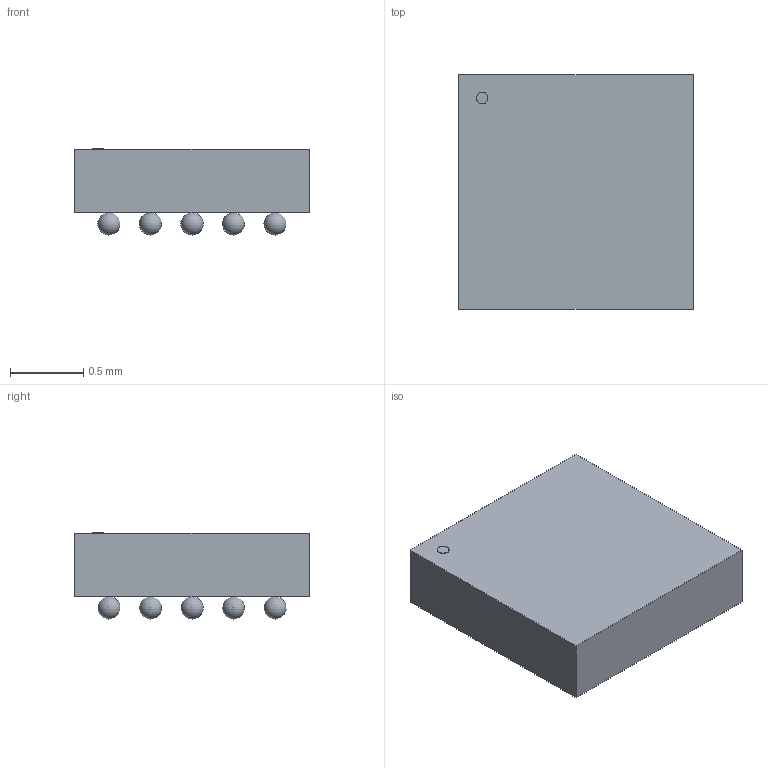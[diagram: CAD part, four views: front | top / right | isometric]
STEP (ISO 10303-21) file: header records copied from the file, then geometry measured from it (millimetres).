
FILE_DESCRIPTION(('STEP AP214'),'1');
FILE_NAME('BGA_1590X1590_BOS','2022-07-21T06:54:28',(''),(''),'','','');
FILE_SCHEMA(('AUTOMOTIVE_DESIGN'));
Length unit declared in the file: millimetre
Products named in the file (1): product
Bounding box: 1.6 x 1.6 x 0.59 mm (x, y, z)
Volume: 1.1 mm3; surface area: 8.8 mm2
Topology: 14 solids, 14 shells, 21 faces, 51 edges, 34 vertices
Faces by surface type: sphere 12, plane 8, cylinder 1
Full cylindrical faces by diameter (mm): 0.08 x1
Entity records: 364 total; most frequent: DIRECTION 62, CARTESIAN_POINT 35, ORIENTED_EDGE 28, AXIS2_PLACEMENT_3D 25, STYLED_ITEM 21, ADVANCED_FACE 21, MANIFOLD_SOLID_BREP 14, CLOSED_SHELL 14
